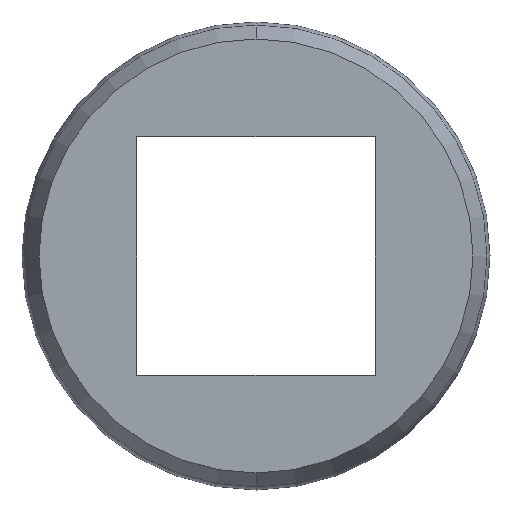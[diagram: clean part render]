
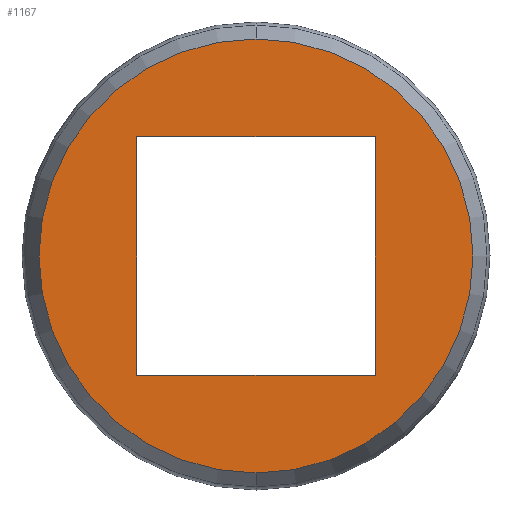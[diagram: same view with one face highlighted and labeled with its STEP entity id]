
A CAD part, front view. The second image highlights one B-rep face of the part: STEP entity #1167.
In plain terms, the highlighted planar face has unit normal (0, -1, 0).
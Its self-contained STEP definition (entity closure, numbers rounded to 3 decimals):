
#4 = VERTEX_POINT ( 'NONE', #131 ) ;
#9 = CARTESIAN_POINT ( 'NONE',  ( 0., -1.5, 0. ) ) ;
#44 = AXIS2_PLACEMENT_3D ( 'NONE', #9, #542, #100 ) ;
#94 = DIRECTION ( 'NONE',  ( -1., 0., 0. ) ) ;
#100 = DIRECTION ( 'NONE',  ( 0., 0., -1. ) ) ;
#111 = EDGE_CURVE ( 'NONE', #4, #1074, #1146, .T. ) ;
#121 = PLANE ( 'NONE',  #955 ) ;
#131 = CARTESIAN_POINT ( 'NONE',  ( -7., -1.5, -7. ) ) ;
#146 = CARTESIAN_POINT ( 'NONE',  ( -7., -1.5, -7. ) ) ;
#149 = CARTESIAN_POINT ( 'NONE',  ( 0., -1.5, 0. ) ) ;
#158 = VECTOR ( 'NONE', #707, 1000. ) ;
#165 = CARTESIAN_POINT ( 'NONE',  ( 0., -1.5, 0. ) ) ;
#179 = VECTOR ( 'NONE', #94, 1000. ) ;
#185 = ORIENTED_EDGE ( 'NONE', *, *, #111, .F. ) ;
#201 = VECTOR ( 'NONE', #977, 1000. ) ;
#215 = ORIENTED_EDGE ( 'NONE', *, *, #756, .F. ) ;
#265 = CARTESIAN_POINT ( 'NONE',  ( 7., -1.5, 7. ) ) ;
#275 = LINE ( 'NONE', #146, #602 ) ;
#315 = CARTESIAN_POINT ( 'NONE',  ( 0., -1.5, 12.75 ) ) ;
#412 = VERTEX_POINT ( 'NONE', #1174 ) ;
#427 = CARTESIAN_POINT ( 'NONE',  ( 7., -1.5, -7. ) ) ;
#468 = AXIS2_PLACEMENT_3D ( 'NONE', #165, #586, #801 ) ;
#515 = EDGE_CURVE ( 'NONE', #1074, #582, #1277, .T. ) ;
#542 = DIRECTION ( 'NONE',  ( 0., -1., 0. ) ) ;
#574 = DIRECTION ( 'NONE',  ( 0., -1., 0. ) ) ;
#582 = VERTEX_POINT ( 'NONE', #265 ) ;
#586 = DIRECTION ( 'NONE',  ( 0., -1., 0. ) ) ;
#602 = VECTOR ( 'NONE', #1099, 1000. ) ;
#632 = LINE ( 'NONE', #1343, #179 ) ;
#638 = FACE_BOUND ( 'NONE', #1316, .T. ) ;
#679 = DIRECTION ( 'NONE',  ( 0., 0., -1. ) ) ;
#692 = ORIENTED_EDGE ( 'NONE', *, *, #1031, .T. ) ;
#707 = DIRECTION ( 'NONE',  ( 1., 0., 0. ) ) ;
#744 = ORIENTED_EDGE ( 'NONE', *, *, #515, .F. ) ;
#756 = EDGE_CURVE ( 'NONE', #412, #4, #275, .T. ) ;
#766 = EDGE_CURVE ( 'NONE', #1025, #942, #1294, .T. ) ;
#776 = CIRCLE ( 'NONE', #44, 12.75 ) ;
#801 = DIRECTION ( 'NONE',  ( 0., 0., -1. ) ) ;
#841 = CARTESIAN_POINT ( 'NONE',  ( -7., -1.5, -7. ) ) ;
#942 = VERTEX_POINT ( 'NONE', #315 ) ;
#955 = AXIS2_PLACEMENT_3D ( 'NONE', #149, #574, #679 ) ;
#977 = DIRECTION ( 'NONE',  ( 0., 0., 1. ) ) ;
#1024 = CARTESIAN_POINT ( 'NONE',  ( 0., -1.5, -12.75 ) ) ;
#1025 = VERTEX_POINT ( 'NONE', #1024 ) ;
#1031 = EDGE_CURVE ( 'NONE', #942, #1025, #776, .T. ) ;
#1056 = FACE_OUTER_BOUND ( 'NONE', #1309, .T. ) ;
#1070 = EDGE_CURVE ( 'NONE', #582, #412, #632, .T. ) ;
#1074 = VERTEX_POINT ( 'NONE', #427 ) ;
#1086 = ORIENTED_EDGE ( 'NONE', *, *, #766, .T. ) ;
#1099 = DIRECTION ( 'NONE',  ( 0., 0., -1. ) ) ;
#1146 = LINE ( 'NONE', #841, #158 ) ;
#1161 = CARTESIAN_POINT ( 'NONE',  ( 7., -1.5, -7. ) ) ;
#1167 = ADVANCED_FACE ( 'NONE', ( #1056, #638 ), #121, .T. ) ;
#1174 = CARTESIAN_POINT ( 'NONE',  ( -7., -1.5, 7. ) ) ;
#1234 = ORIENTED_EDGE ( 'NONE', *, *, #1070, .F. ) ;
#1277 = LINE ( 'NONE', #1161, #201 ) ;
#1294 = CIRCLE ( 'NONE', #468, 12.75 ) ;
#1309 = EDGE_LOOP ( 'NONE', ( #692, #1086 ) ) ;
#1316 = EDGE_LOOP ( 'NONE', ( #1234, #744, #185, #215 ) ) ;
#1343 = CARTESIAN_POINT ( 'NONE',  ( -7., -1.5, 7. ) ) ;
